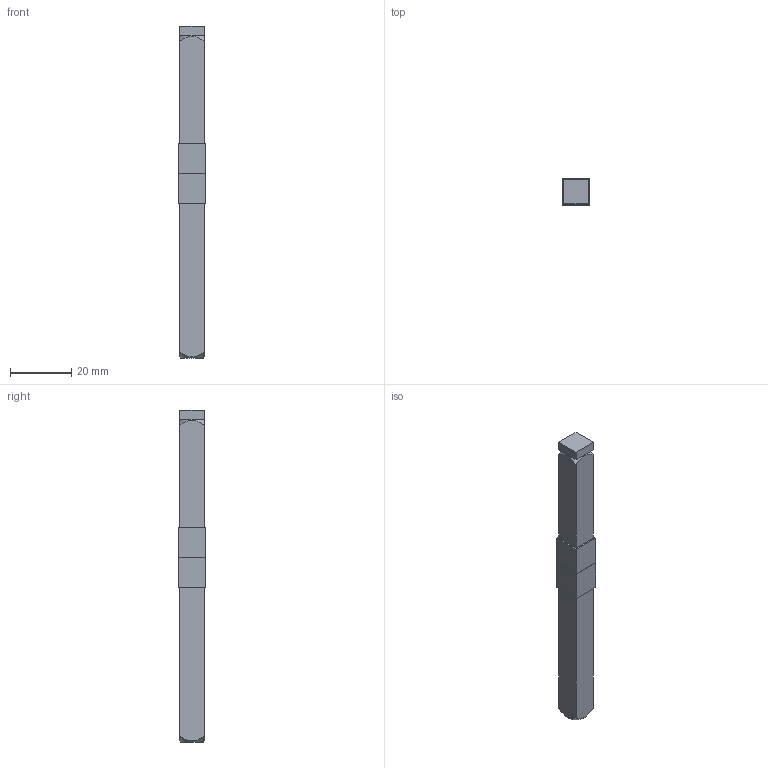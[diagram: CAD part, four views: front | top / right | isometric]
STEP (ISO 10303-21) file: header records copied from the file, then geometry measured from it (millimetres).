
FILE_DESCRIPTION (( 'STEP AP203' ), '1' );
FILE_NAME ('8075.step', '2019-11-26T13:26:57', ( '' ), ( '' ), 'SwSTEP 2.0', 'SolidWorks 2015', '' );
FILE_SCHEMA (( 'CONFIG_CONTROL_DESIGN' ));
Length unit declared in the file: millimetre
Products named in the file (7): 8075 Teil2_8075 Teil2; 8075 Teil3_8075 Teil3; 8075 Teil2; 8075 Teil1; 8075 Teil1_8075 Teil1; 8075; 8075 Teil3
Assembly tree (3 placements, depth 2):
  8075 Teil2
  8075 Teil1
  8075
    8075 Teil1_8075 Teil1
    8075 Teil2_8075 Teil2
    8075 Teil3_8075 Teil3
  8075 Teil3
Bounding box: 9 x 9 x 108.05 mm (x, y, z)
Volume: 7153.9 mm3; surface area: 5844.8 mm2
Topology: 3 solids, 3 shells, 201 faces, 522 edges, 348 vertices
Faces by surface type: plane 113, bspline 82, cone 3, cylinder 3
Full cylindrical faces by diameter (mm): 4.2 x1, 5 x1, 5.2 x1
Entity records: 11174 total; most frequent: CARTESIAN_POINT 6226, ORIENTED_EDGE 1024, DIRECTION 600, EDGE_CURVE 512, VERTEX_POINT 344, VECTOR 332, LINE 332, EDGE_LOOP 230
